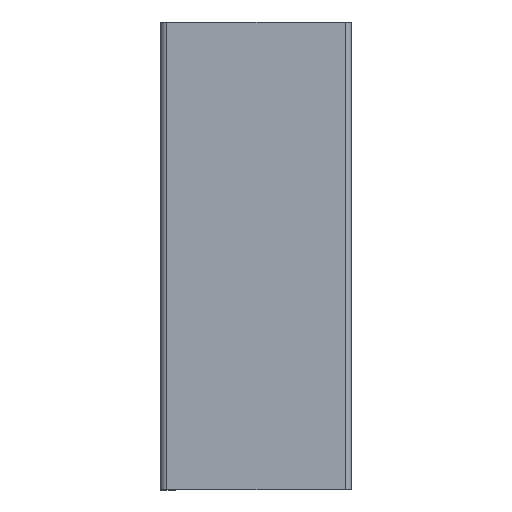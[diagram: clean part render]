
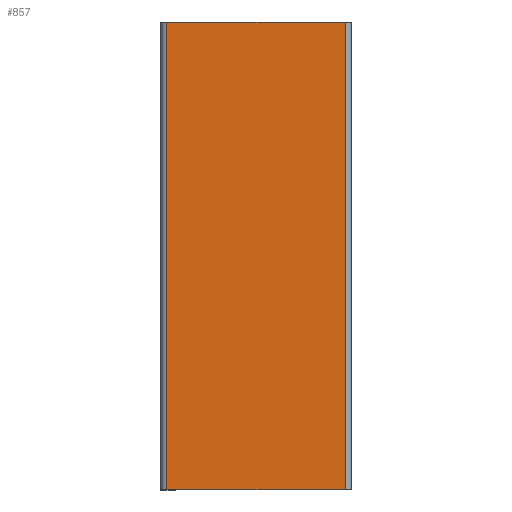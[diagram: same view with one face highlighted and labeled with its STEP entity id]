
A CAD part, left-side view. The second image highlights one B-rep face of the part: STEP entity #857.
In plain terms, the highlighted planar face has unit normal (-1, 0, 0).
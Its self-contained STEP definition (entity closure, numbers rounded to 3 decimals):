
#142 = CARTESIAN_POINT ( 'NONE',  ( -1.6, -0.03, 0.785 ) ) ;
#291 = DIRECTION ( 'NONE',  ( 0., 0., 1. ) ) ;
#307 = VECTOR ( 'NONE', #2009, 1000. ) ;
#324 = LINE ( 'NONE', #142, #307 ) ;
#397 = FACE_OUTER_BOUND ( 'NONE', #1062, .T. ) ;
#519 = EDGE_CURVE ( 'NONE', #3444, #3580, #324, .T. ) ;
#699 = CARTESIAN_POINT ( 'NONE',  ( -1.6, -0.03, 0.785 ) ) ;
#785 = DIRECTION ( 'NONE',  ( 0., -1., 0. ) ) ;
#857 = ADVANCED_FACE ( 'NONE', ( #397 ), #1843, .T. ) ;
#885 = CARTESIAN_POINT ( 'NONE',  ( -1.6, 0.57, 0.785 ) ) ;
#897 = CARTESIAN_POINT ( 'NONE',  ( -1.6, 0.59, 0.785 ) ) ;
#978 = VECTOR ( 'NONE', #2440, 1000. ) ;
#1062 = EDGE_LOOP ( 'NONE', ( #2377, #2401, #2407, #2415 ) ) ;
#1379 = AXIS2_PLACEMENT_3D ( 'NONE', #3069, #2153, #291 ) ;
#1426 = VECTOR ( 'NONE', #785, 1000. ) ;
#1444 = EDGE_CURVE ( 'NONE', #2898, #3444, #3063, .T. ) ;
#1518 = CARTESIAN_POINT ( 'NONE',  ( -1.6, -0.03, -0.785 ) ) ;
#1843 = PLANE ( 'NONE',  #1379 ) ;
#1991 = CARTESIAN_POINT ( 'NONE',  ( -1.6, 0.59, -0.785 ) ) ;
#2009 = DIRECTION ( 'NONE',  ( 0., 0., 1. ) ) ;
#2153 = DIRECTION ( 'NONE',  ( -1., 0., 0. ) ) ;
#2377 = ORIENTED_EDGE ( 'NONE', *, *, #1444, .T. ) ;
#2401 = ORIENTED_EDGE ( 'NONE', *, *, #519, .T. ) ;
#2407 = ORIENTED_EDGE ( 'NONE', *, *, #3392, .T. ) ;
#2415 = ORIENTED_EDGE ( 'NONE', *, *, #3012, .T. ) ;
#2440 = DIRECTION ( 'NONE',  ( 0., 1., 0. ) ) ;
#2671 = VECTOR ( 'NONE', #3208, 1000. ) ;
#2893 = CARTESIAN_POINT ( 'NONE',  ( -1.6, 0.57, -0.785 ) ) ;
#2898 = VERTEX_POINT ( 'NONE', #3741 ) ;
#3012 = EDGE_CURVE ( 'NONE', #3336, #2898, #3494, .T. ) ;
#3063 = LINE ( 'NONE', #1991, #1426 ) ;
#3069 = CARTESIAN_POINT ( 'NONE',  ( -1.6, 0., 0. ) ) ;
#3208 = DIRECTION ( 'NONE',  ( 0., 0., -1. ) ) ;
#3336 = VERTEX_POINT ( 'NONE', #885 ) ;
#3392 = EDGE_CURVE ( 'NONE', #3580, #3336, #3445, .T. ) ;
#3444 = VERTEX_POINT ( 'NONE', #1518 ) ;
#3445 = LINE ( 'NONE', #897, #978 ) ;
#3494 = LINE ( 'NONE', #2893, #2671 ) ;
#3580 = VERTEX_POINT ( 'NONE', #699 ) ;
#3741 = CARTESIAN_POINT ( 'NONE',  ( -1.6, 0.57, -0.785 ) ) ;
